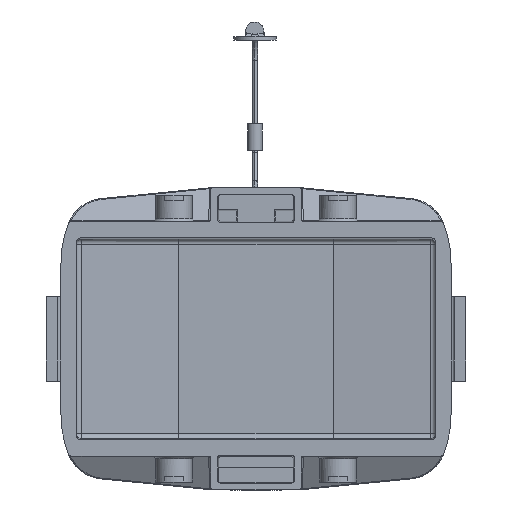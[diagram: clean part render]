
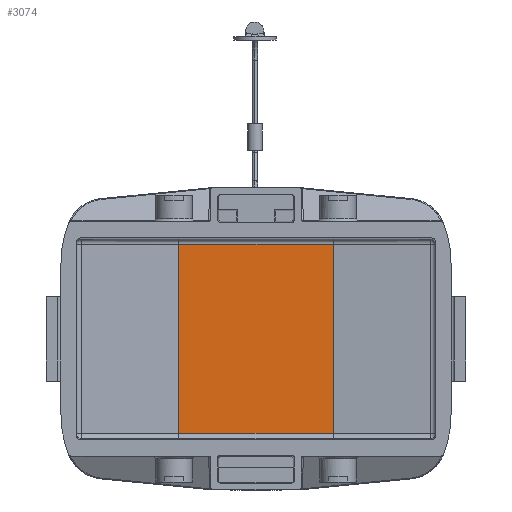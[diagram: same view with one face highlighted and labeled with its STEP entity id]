
A CAD part, left-side view. The second image highlights one B-rep face of the part: STEP entity #3074.
In plain terms, the highlighted planar face has unit normal (-1, 0, 0).
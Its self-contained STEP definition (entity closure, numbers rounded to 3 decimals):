
#3074=ADVANCED_FACE('',(#3704),#3477,.T.);
#3477=PLANE('',#9952);
#3704=FACE_OUTER_BOUND('',#4090,.T.);
#4090=EDGE_LOOP('',(#5894,#5895,#5896,#5897));
#4562=LINE('',#12490,#5193);
#4563=LINE('',#12493,#5194);
#4564=LINE('',#12495,#5195);
#4565=LINE('',#12497,#5196);
#5193=VECTOR('',#10626,1.);
#5194=VECTOR('',#10627,1.);
#5195=VECTOR('',#10628,1.);
#5196=VECTOR('',#10629,1.);
#5894=ORIENTED_EDGE('',*,*,#8672,.F.);
#5895=ORIENTED_EDGE('',*,*,#8673,.T.);
#5896=ORIENTED_EDGE('',*,*,#8674,.F.);
#5897=ORIENTED_EDGE('',*,*,#8675,.T.);
#7965=VERTEX_POINT('',#12491);
#7966=VERTEX_POINT('',#12492);
#7967=VERTEX_POINT('',#12494);
#7968=VERTEX_POINT('',#12496);
#8672=EDGE_CURVE('',#7965,#7966,#4562,.T.);
#8673=EDGE_CURVE('',#7965,#7967,#4563,.T.);
#8674=EDGE_CURVE('',#7968,#7967,#4564,.T.);
#8675=EDGE_CURVE('',#7968,#7966,#4565,.T.);
#9952=AXIS2_PLACEMENT_3D('',#12498,#10630,#10631);
#10626=DIRECTION('',(0.,0.,-1.));
#10627=DIRECTION('',(0.,1.,0.));
#10628=DIRECTION('',(0.,0.,1.));
#10629=DIRECTION('',(0.,-1.,0.));
#10630=DIRECTION('',(-1.,0.,0.));
#10631=DIRECTION('',(0.,1.,0.));
#12490=CARTESIAN_POINT('',(-30.34,2.173,16.332));
#12491=CARTESIAN_POINT('',(-30.34,2.173,16.332));
#12492=CARTESIAN_POINT('',(-30.34,2.173,-19.332));
#12493=CARTESIAN_POINT('',(-30.34,2.173,16.332));
#12494=CARTESIAN_POINT('',(-30.34,31.367,16.332));
#12495=CARTESIAN_POINT('',(-30.34,31.367,-19.332));
#12496=CARTESIAN_POINT('',(-30.34,31.367,-19.332));
#12497=CARTESIAN_POINT('',(-30.34,31.367,-19.332));
#12498=CARTESIAN_POINT('',(-30.34,2.173,17.7));
